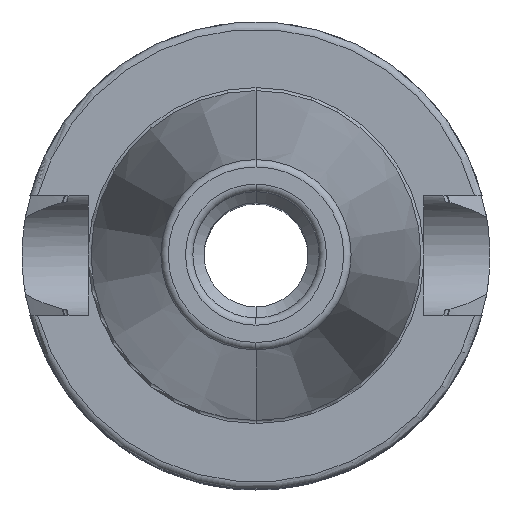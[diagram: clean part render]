
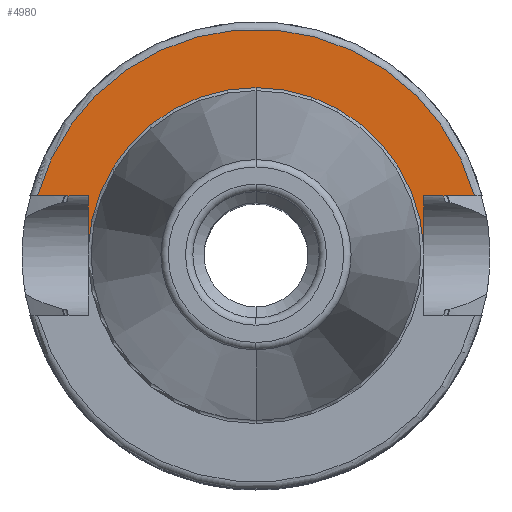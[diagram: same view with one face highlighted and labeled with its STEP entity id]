
A CAD part, top view. The second image highlights one B-rep face of the part: STEP entity #4980.
In plain terms, the highlighted planar face has unit normal (0, 0, 1).
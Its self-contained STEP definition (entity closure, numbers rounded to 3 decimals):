
#322=CARTESIAN_POINT('',(0,0,25));
#323=DIRECTION('',(0,0,-1));
#324=DIRECTION('',(0,1,0));
#325=AXIS2_PLACEMENT_3D('',#322,#323,#324);
#652=DIRECTION('',(0,1,0));
#653=VECTOR('',#652,6.987);
#654=CARTESIAN_POINT('',(-22.6,1.063,25));
#655=LINE('',#654,#653);
#656=DIRECTION('',(1,0,0));
#657=VECTOR('',#656,6.818);
#658=CARTESIAN_POINT('',(-29.418,8.05,25));
#659=LINE('',#658,#657);
#660=DIRECTION('',(-1,0,0));
#661=VECTOR('',#660,6.818);
#662=CARTESIAN_POINT('',(29.418,8.05,25));
#663=LINE('',#662,#661);
#664=DIRECTION('',(0,-1,0));
#665=VECTOR('',#664,6.987);
#666=CARTESIAN_POINT('',(22.6,8.05,25));
#667=LINE('',#666,#665);
#674=CARTESIAN_POINT('',(0,0,25));
#675=DIRECTION('',(0,0,1));
#676=DIRECTION('',(0,1,0));
#677=AXIS2_PLACEMENT_3D('',#674,#675,#676);
#728=CARTESIAN_POINT('',(0,0,25));
#729=DIRECTION('',(0,0,1));
#730=DIRECTION('',(0.965,0.264,0));
#731=AXIS2_PLACEMENT_3D('',#728,#729,#730);
#3664=CARTESIAN_POINT('',(-22.6,1.063,25));
#3665=CARTESIAN_POINT('',(-22.6,8.05,25));
#3666=VERTEX_POINT('',#3664);
#3667=VERTEX_POINT('',#3665);
#3668=CARTESIAN_POINT('',(-29.418,8.05,25));
#3669=VERTEX_POINT('',#3668);
#3670=CARTESIAN_POINT('',(22.6,8.05,25));
#3671=CARTESIAN_POINT('',(22.6,1.063,25));
#3672=VERTEX_POINT('',#3670);
#3673=VERTEX_POINT('',#3671);
#3680=CARTESIAN_POINT('',(29.418,8.05,25));
#3681=VERTEX_POINT('',#3680);
#3728=CARTESIAN_POINT('',(0,22.625,25));
#3730=VERTEX_POINT('',#3728);
#4963=CARTESIAN_POINT('',(0,0,25));
#4964=DIRECTION('',(0,0,-1));
#4965=DIRECTION('',(0,-1,0));
#4966=AXIS2_PLACEMENT_3D('',#4963,#4964,#4965);
#4967=PLANE('',#4966);
#4968=ORIENTED_EDGE('',*,*,#4862,.T.);
#4969=ORIENTED_EDGE('',*,*,#4890,.F.);
#4971=ORIENTED_EDGE('',*,*,#4970,.F.);
#4973=ORIENTED_EDGE('',*,*,#4972,.T.);
#4974=ORIENTED_EDGE('',*,*,#4626,.T.);
#4975=ORIENTED_EDGE('',*,*,#4609,.F.);
#4977=ORIENTED_EDGE('',*,*,#4976,.T.);
#4978=EDGE_LOOP('',(#4968,#4969,#4971,#4973,#4974,#4975,#4977));
#4979=FACE_OUTER_BOUND('',#4978,.F.);
#4980=ADVANCED_FACE('',(#4979),#4967,.F.);
#326=CIRCLE('',#325,22.625);
#678=CIRCLE('',#677,22.625);
#732=CIRCLE('',#731,30.5);
#4609=EDGE_CURVE('',#3730,#3673,#326,.T.);
#4626=EDGE_CURVE('',#3672,#3673,#667,.T.);
#4862=EDGE_CURVE('',#3666,#3667,#655,.T.);
#4890=EDGE_CURVE('',#3669,#3667,#659,.T.);
#4970=EDGE_CURVE('',#3681,#3669,#732,.T.);
#4972=EDGE_CURVE('',#3681,#3672,#663,.T.);
#4976=EDGE_CURVE('',#3730,#3666,#678,.T.);
